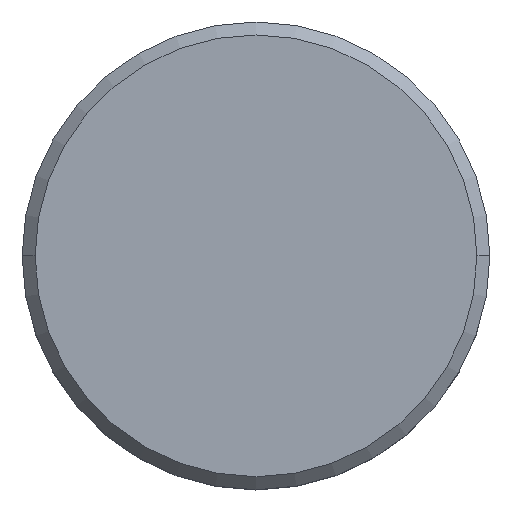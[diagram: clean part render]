
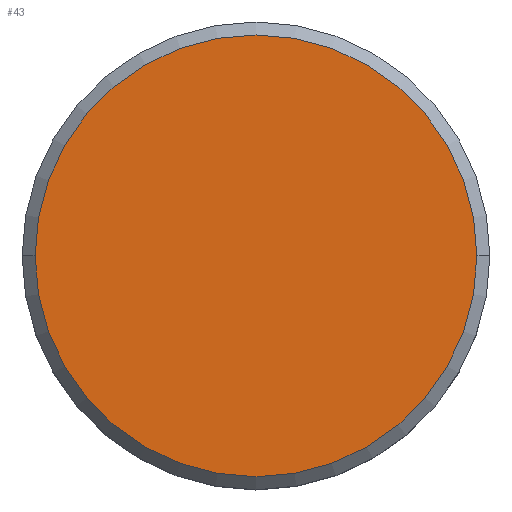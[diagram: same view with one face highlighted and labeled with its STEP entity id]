
A CAD part, top view. The second image highlights one B-rep face of the part: STEP entity #43.
In plain terms, the highlighted planar face has unit normal (0, 0, 1).
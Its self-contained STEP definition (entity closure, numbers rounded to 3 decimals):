
#43 = ADVANCED_FACE ( 'NONE', ( #1135 ), #605, .T. ) ;
#60 = DIRECTION ( 'NONE',  ( 0., 0., 1. ) ) ;
#95 = AXIS2_PLACEMENT_3D ( 'NONE', #347, #795, #509 ) ;
#204 = EDGE_LOOP ( 'NONE', ( #956, #676 ) ) ;
#341 = CARTESIAN_POINT ( 'NONE',  ( 8.5, 0., 0. ) ) ;
#347 = CARTESIAN_POINT ( 'NONE',  ( 0., 0., 0. ) ) ;
#348 = DIRECTION ( 'NONE',  ( 1., 0., 0. ) ) ;
#509 = DIRECTION ( 'NONE',  ( 1., 0., 0. ) ) ;
#523 = VERTEX_POINT ( 'NONE', #1052 ) ;
#535 = EDGE_CURVE ( 'NONE', #549, #523, #646, .T. ) ;
#549 = VERTEX_POINT ( 'NONE', #341 ) ;
#585 = EDGE_CURVE ( 'NONE', #523, #549, #787, .T. ) ;
#589 = DIRECTION ( 'NONE',  ( 0., 0., 1. ) ) ;
#605 = PLANE ( 'NONE',  #808 ) ;
#612 = DIRECTION ( 'NONE',  ( 1., 0., 0. ) ) ;
#646 = CIRCLE ( 'NONE', #1094, 8.5 ) ;
#676 = ORIENTED_EDGE ( 'NONE', *, *, #535, .T. ) ;
#683 = CARTESIAN_POINT ( 'NONE',  ( 0., 0., 0. ) ) ;
#787 = CIRCLE ( 'NONE', #95, 8.5 ) ;
#795 = DIRECTION ( 'NONE',  ( 0., 0., 1. ) ) ;
#808 = AXIS2_PLACEMENT_3D ( 'NONE', #1129, #589, #348 ) ;
#956 = ORIENTED_EDGE ( 'NONE', *, *, #585, .T. ) ;
#1052 = CARTESIAN_POINT ( 'NONE',  ( -8.5, 0., 0. ) ) ;
#1094 = AXIS2_PLACEMENT_3D ( 'NONE', #683, #60, #612 ) ;
#1129 = CARTESIAN_POINT ( 'NONE',  ( 0., 0., 0. ) ) ;
#1135 = FACE_OUTER_BOUND ( 'NONE', #204, .T. ) ;
